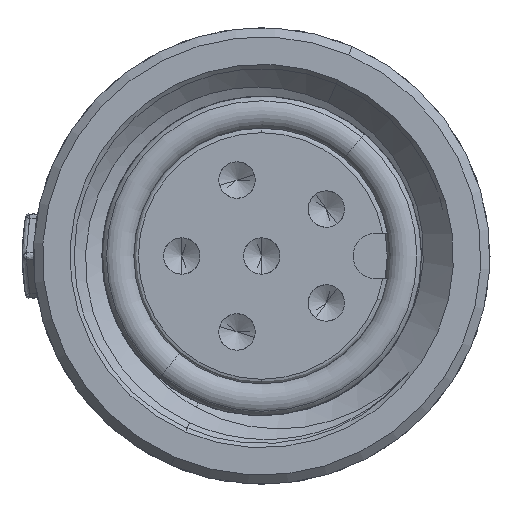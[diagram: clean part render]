
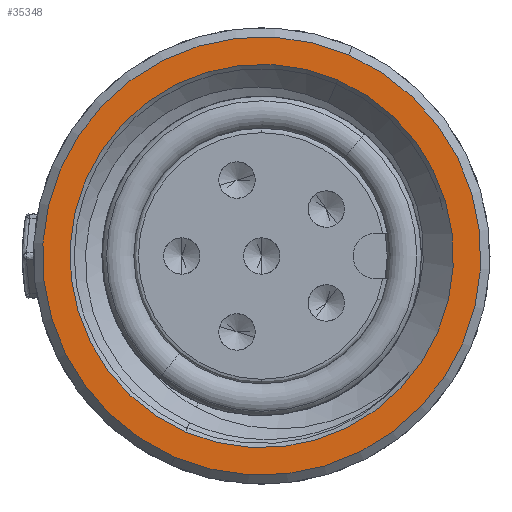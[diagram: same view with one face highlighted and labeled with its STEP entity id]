
A CAD part, left-side view. The second image highlights one B-rep face of the part: STEP entity #35348.
In plain terms, the highlighted face is planar.
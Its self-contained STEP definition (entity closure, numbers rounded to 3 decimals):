
#1524 = CIRCLE ( 'NONE', #19067, 4.8 ) ;
#3539 = DIRECTION ( 'NONE',  ( 1., 0., 0. ) ) ;
#4218 = ORIENTED_EDGE ( 'NONE', *, *, #12194, .T. ) ;
#6390 = CARTESIAN_POINT ( 'NONE',  ( 7., 0., -4.8 ) ) ;
#7051 = CARTESIAN_POINT ( 'NONE',  ( 7., 0., 0. ) ) ;
#11016 = DIRECTION ( 'NONE',  ( 0., 0., 1. ) ) ;
#11092 = CARTESIAN_POINT ( 'NONE',  ( 7., 5., 0. ) ) ;
#11679 = CIRCLE ( 'NONE', #29895, 4.2 ) ;
#11869 = VERTEX_POINT ( 'NONE', #23300 ) ;
#11953 = DIRECTION ( 'NONE',  ( -1., 0., 0. ) ) ;
#12194 = EDGE_CURVE ( 'NONE', #13774, #17386, #28593, .T. ) ;
#12599 = VERTEX_POINT ( 'NONE', #6390 ) ;
#13774 = VERTEX_POINT ( 'NONE', #39837 ) ;
#14756 = CARTESIAN_POINT ( 'NONE',  ( 7., 0., 0. ) ) ;
#15112 = DIRECTION ( 'NONE',  ( 0., 0., 1. ) ) ;
#15363 = DIRECTION ( 'NONE',  ( 0., 0., 1. ) ) ;
#15841 = EDGE_CURVE ( 'NONE', #17386, #13774, #11679, .T. ) ;
#17386 = VERTEX_POINT ( 'NONE', #33031 ) ;
#18339 = EDGE_LOOP ( 'NONE', ( #21417, #30035 ) ) ;
#18545 = PLANE ( 'NONE',  #34319 ) ;
#19067 = AXIS2_PLACEMENT_3D ( 'NONE', #7051, #3539, #33949 ) ;
#21417 = ORIENTED_EDGE ( 'NONE', *, *, #23549, .T. ) ;
#21907 = CARTESIAN_POINT ( 'NONE',  ( 7., 0., 0. ) ) ;
#23300 = CARTESIAN_POINT ( 'NONE',  ( 7., 0., 4.8 ) ) ;
#23549 = EDGE_CURVE ( 'NONE', #11869, #12599, #1524, .T. ) ;
#24170 = EDGE_LOOP ( 'NONE', ( #4218, #24493 ) ) ;
#24493 = ORIENTED_EDGE ( 'NONE', *, *, #15841, .T. ) ;
#25039 = CARTESIAN_POINT ( 'NONE',  ( 7., 0., 0. ) ) ;
#25358 = DIRECTION ( 'NONE',  ( 0., 0., 1. ) ) ;
#27849 = FACE_BOUND ( 'NONE', #24170, .T. ) ;
#28593 = CIRCLE ( 'NONE', #40552, 4.2 ) ;
#28700 = CIRCLE ( 'NONE', #42064, 4.8 ) ;
#29895 = AXIS2_PLACEMENT_3D ( 'NONE', #14756, #35453, #11016 ) ;
#30035 = ORIENTED_EDGE ( 'NONE', *, *, #40917, .T. ) ;
#33031 = CARTESIAN_POINT ( 'NONE',  ( 7., 0., 4.2 ) ) ;
#33949 = DIRECTION ( 'NONE',  ( 0., 0., 1. ) ) ;
#34319 = AXIS2_PLACEMENT_3D ( 'NONE', #11092, #11953, #25358 ) ;
#35348 = ADVANCED_FACE ( 'NONE', ( #42138, #27849 ), #18545, .F. ) ;
#35453 = DIRECTION ( 'NONE',  ( -1., 0., 0. ) ) ;
#38702 = DIRECTION ( 'NONE',  ( -1., 0., 0. ) ) ;
#39837 = CARTESIAN_POINT ( 'NONE',  ( 7., 0., -4.2 ) ) ;
#40552 = AXIS2_PLACEMENT_3D ( 'NONE', #25039, #38702, #15363 ) ;
#40917 = EDGE_CURVE ( 'NONE', #12599, #11869, #28700, .T. ) ;
#41996 = DIRECTION ( 'NONE',  ( 1., 0., 0. ) ) ;
#42064 = AXIS2_PLACEMENT_3D ( 'NONE', #21907, #41996, #15112 ) ;
#42138 = FACE_OUTER_BOUND ( 'NONE', #18339, .T. ) ;
